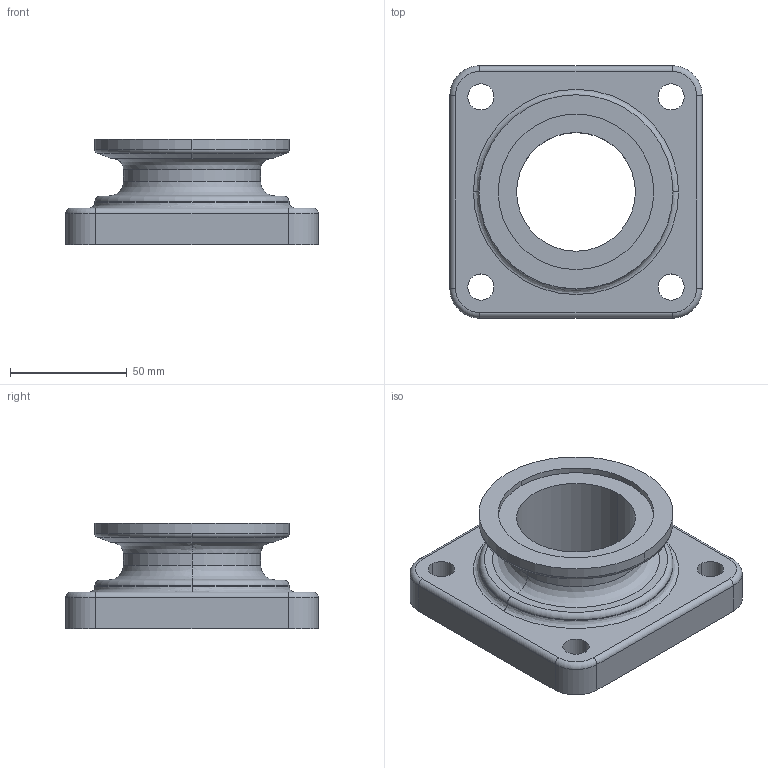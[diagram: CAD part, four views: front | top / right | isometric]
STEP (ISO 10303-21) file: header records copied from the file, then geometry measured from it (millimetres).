
FILE_DESCRIPTION((''),'2;1');
FILE_NAME('Bf278.stp','2011-05-04T13:06:48',(''),(''),'Mechanical Desktop 2009','Mechanical Desktop 2009',', , ');
FILE_SCHEMA(('CONFIG_CONTROL_DESIGN'));
Length unit declared in the file: inch
Products named in the file (2): BF278; PART1
Assembly tree (1 placements, depth 2):
  BF278
    PART1
Bounding box: 107.95 x 107.95 x 45.21 mm (x, y, z)
Volume: 191655.6 mm3; surface area: 43766.5 mm2
Topology: 1 solids, 1 shells, 55 faces, 128 edges, 80 vertices
Faces by surface type: cylinder 28, plane 11, torus 8, bspline 6, cone 2
Entity records: 1971 total; most frequent: CARTESIAN_POINT 529, DIRECTION 316, ORIENTED_EDGE 256, AXIS2_PLACEMENT_3D 137, EDGE_CURVE 128, CIRCLE 86, VERTEX_POINT 80, EDGE_LOOP 70
